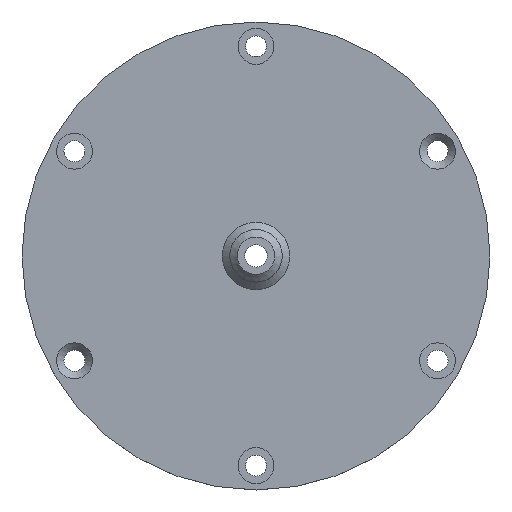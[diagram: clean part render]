
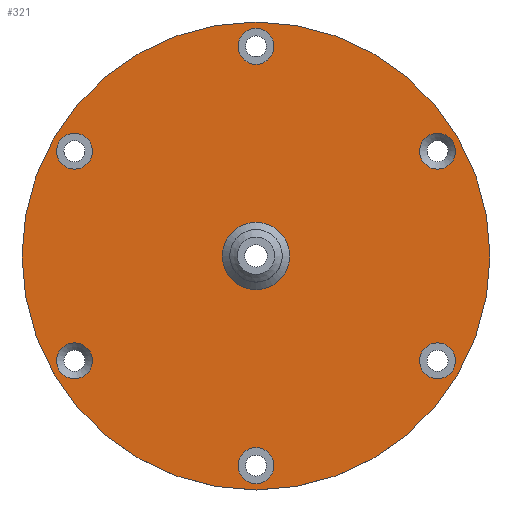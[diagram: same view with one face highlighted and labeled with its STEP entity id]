
A CAD part, top view. The second image highlights one B-rep face of the part: STEP entity #321.
In plain terms, the highlighted planar face has unit normal (0, 0, 1).
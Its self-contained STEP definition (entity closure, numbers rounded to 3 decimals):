
#24=FACE_BOUND('',#64,.T.);
#25=FACE_BOUND('',#65,.T.);
#26=FACE_BOUND('',#66,.T.);
#27=FACE_BOUND('',#67,.T.);
#28=FACE_BOUND('',#68,.T.);
#29=FACE_BOUND('',#69,.T.);
#30=FACE_BOUND('',#70,.T.);
#39=PLANE('',#357);
#43=FACE_OUTER_BOUND('',#63,.T.);
#63=EDGE_LOOP('',(#230));
#64=EDGE_LOOP('',(#231));
#65=EDGE_LOOP('',(#232));
#66=EDGE_LOOP('',(#233));
#67=EDGE_LOOP('',(#234));
#68=EDGE_LOOP('',(#235));
#69=EDGE_LOOP('',(#236));
#70=EDGE_LOOP('',(#237));
#131=CIRCLE('',#355,4.8);
#133=CIRCLE('',#358,62.5);
#134=CIRCLE('',#359,4.8);
#135=CIRCLE('',#360,4.8);
#136=CIRCLE('',#361,4.8);
#137=CIRCLE('',#362,9.);
#138=CIRCLE('',#363,4.8);
#139=CIRCLE('',#364,4.8);
#157=VERTEX_POINT('',#513);
#159=VERTEX_POINT('',#519);
#160=VERTEX_POINT('',#521);
#161=VERTEX_POINT('',#523);
#162=VERTEX_POINT('',#525);
#163=VERTEX_POINT('',#527);
#164=VERTEX_POINT('',#529);
#165=VERTEX_POINT('',#531);
#183=EDGE_CURVE('',#157,#157,#131,.T.);
#186=EDGE_CURVE('',#159,#159,#133,.T.);
#187=EDGE_CURVE('',#160,#160,#134,.T.);
#188=EDGE_CURVE('',#161,#161,#135,.T.);
#189=EDGE_CURVE('',#162,#162,#136,.T.);
#190=EDGE_CURVE('',#163,#163,#137,.T.);
#191=EDGE_CURVE('',#164,#164,#138,.T.);
#192=EDGE_CURVE('',#165,#165,#139,.T.);
#230=ORIENTED_EDGE('',*,*,#186,.T.);
#231=ORIENTED_EDGE('',*,*,#187,.F.);
#232=ORIENTED_EDGE('',*,*,#188,.F.);
#233=ORIENTED_EDGE('',*,*,#189,.F.);
#234=ORIENTED_EDGE('',*,*,#190,.F.);
#235=ORIENTED_EDGE('',*,*,#191,.F.);
#236=ORIENTED_EDGE('',*,*,#192,.F.);
#237=ORIENTED_EDGE('',*,*,#183,.F.);
#321=ADVANCED_FACE('',(#43,#24,#25,#26,#27,#28,#29,#30),#39,.T.);
#355=AXIS2_PLACEMENT_3D('',#514,#404,#405);
#357=AXIS2_PLACEMENT_3D('',#518,#409,#410);
#358=AXIS2_PLACEMENT_3D('',#520,#411,#412);
#359=AXIS2_PLACEMENT_3D('',#522,#413,#414);
#360=AXIS2_PLACEMENT_3D('',#524,#415,#416);
#361=AXIS2_PLACEMENT_3D('',#526,#417,#418);
#362=AXIS2_PLACEMENT_3D('',#528,#419,#420);
#363=AXIS2_PLACEMENT_3D('',#530,#421,#422);
#364=AXIS2_PLACEMENT_3D('',#532,#423,#424);
#404=DIRECTION('center_axis',(0.,0.,1.));
#405=DIRECTION('ref_axis',(-0.5,-0.866,0.));
#409=DIRECTION('center_axis',(0.,0.,1.));
#410=DIRECTION('ref_axis',(1.,0.,0.));
#411=DIRECTION('center_axis',(0.,0.,1.));
#412=DIRECTION('ref_axis',(1.,0.,0.));
#413=DIRECTION('center_axis',(0.,0.,1.));
#414=DIRECTION('ref_axis',(-1.,0.,0.));
#415=DIRECTION('center_axis',(0.,0.,1.));
#416=DIRECTION('ref_axis',(0.5,-0.866,0.));
#417=DIRECTION('center_axis',(0.,0.,1.));
#418=DIRECTION('ref_axis',(1.,0.,0.));
#419=DIRECTION('center_axis',(0.,0.,1.));
#420=DIRECTION('ref_axis',(-1.,0.,0.));
#421=DIRECTION('center_axis',(0.,0.,1.));
#422=DIRECTION('ref_axis',(0.5,0.866,0.));
#423=DIRECTION('center_axis',(0.,0.,1.));
#424=DIRECTION('ref_axis',(-0.5,0.866,0.));
#513=CARTESIAN_POINT('',(2.4,60.157,5.));
#514=CARTESIAN_POINT('Origin',(0.,56.,5.));
#518=CARTESIAN_POINT('Origin',(0.,0.,5.));
#519=CARTESIAN_POINT('',(-62.5,0.,5.));
#520=CARTESIAN_POINT('Origin',(0.,0.,5.));
#521=CARTESIAN_POINT('',(53.297,28.,5.));
#522=CARTESIAN_POINT('Origin',(48.497,28.,5.));
#523=CARTESIAN_POINT('',(-50.897,32.157,5.));
#524=CARTESIAN_POINT('Origin',(-48.497,28.,5.));
#525=CARTESIAN_POINT('',(-53.297,-28.,5.));
#526=CARTESIAN_POINT('Origin',(-48.497,-28.,5.));
#527=CARTESIAN_POINT('',(9.,0.,5.));
#528=CARTESIAN_POINT('Origin',(0.,0.,5.));
#529=CARTESIAN_POINT('',(-2.4,-60.157,5.));
#530=CARTESIAN_POINT('Origin',(0.,-56.,5.));
#531=CARTESIAN_POINT('',(50.897,-32.157,5.));
#532=CARTESIAN_POINT('Origin',(48.497,-28.,5.));
